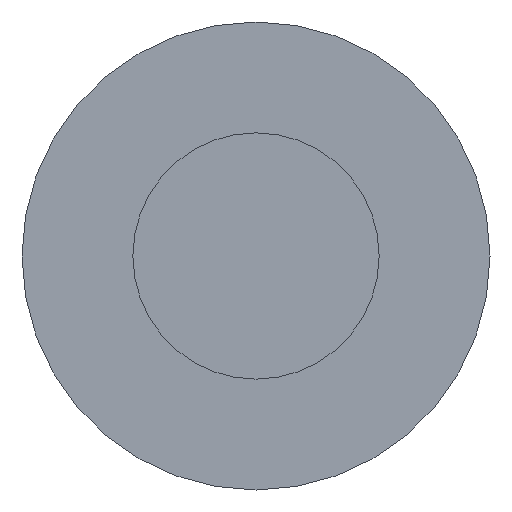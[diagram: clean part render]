
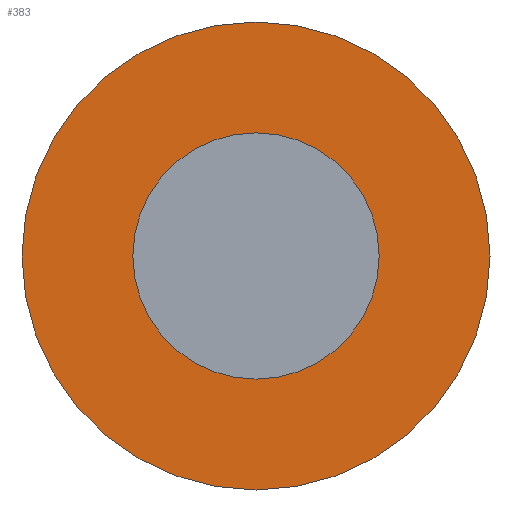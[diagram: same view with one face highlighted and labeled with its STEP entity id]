
A CAD part, front view. The second image highlights one B-rep face of the part: STEP entity #383.
In plain terms, the highlighted planar face has unit normal (0, -1, 0).
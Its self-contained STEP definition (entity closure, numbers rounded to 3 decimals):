
#31 = EDGE_LOOP ( 'NONE', ( #410 ) ) ;
#47 = DIRECTION ( 'NONE',  ( 0., -1., 0. ) ) ;
#75 = EDGE_LOOP ( 'NONE', ( #146 ) ) ;
#81 = DIRECTION ( 'NONE',  ( 0., 0., -1. ) ) ;
#88 = PLANE ( 'NONE',  #406 ) ;
#89 = CARTESIAN_POINT ( 'NONE',  ( 0., 0., 0. ) ) ;
#123 = CARTESIAN_POINT ( 'NONE',  ( 0., 0., -2.85 ) ) ;
#124 = CARTESIAN_POINT ( 'NONE',  ( 0., 0., -1.5 ) ) ;
#125 = FACE_BOUND ( 'NONE', #75, .T. ) ;
#146 = ORIENTED_EDGE ( 'NONE', *, *, #330, .F. ) ;
#168 = DIRECTION ( 'NONE',  ( 0., 0., -1. ) ) ;
#171 = DIRECTION ( 'NONE',  ( 0., -1., 0. ) ) ;
#172 = CARTESIAN_POINT ( 'NONE',  ( 0., 0., 0. ) ) ;
#225 = CIRCLE ( 'NONE', #233, 2.85 ) ;
#229 = CARTESIAN_POINT ( 'NONE',  ( 0., 0., 0. ) ) ;
#231 = DIRECTION ( 'NONE',  ( 0., -1., 0. ) ) ;
#233 = AXIS2_PLACEMENT_3D ( 'NONE', #172, #171, #168 ) ;
#234 = DIRECTION ( 'NONE',  ( 0., 0., -1. ) ) ;
#237 = AXIS2_PLACEMENT_3D ( 'NONE', #229, #231, #234 ) ;
#310 = CIRCLE ( 'NONE', #237, 1.5 ) ;
#330 = EDGE_CURVE ( 'NONE', #408, #408, #310, .T. ) ;
#339 = VERTEX_POINT ( 'NONE', #123 ) ;
#369 = EDGE_CURVE ( 'NONE', #339, #339, #225, .T. ) ;
#383 = ADVANCED_FACE ( 'NONE', ( #125, #412 ), #88, .T. ) ;
#406 = AXIS2_PLACEMENT_3D ( 'NONE', #89, #47, #81 ) ;
#408 = VERTEX_POINT ( 'NONE', #124 ) ;
#410 = ORIENTED_EDGE ( 'NONE', *, *, #369, .T. ) ;
#412 = FACE_OUTER_BOUND ( 'NONE', #31, .T. ) ;
